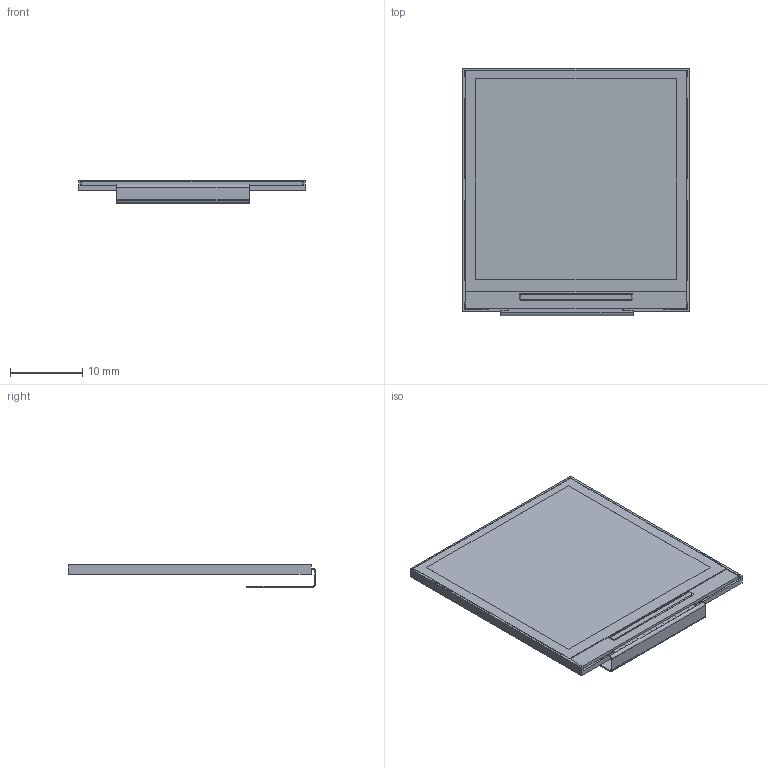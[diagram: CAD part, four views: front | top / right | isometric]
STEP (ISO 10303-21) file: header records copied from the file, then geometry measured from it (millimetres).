
FILE_DESCRIPTION(/* description */ ('Unknown'),/* implementation_level */ '2;1');
FILE_NAME(/* name */ '1.54 TFT IPS - Reverse Mount',/* time_stamp */ '2019-10-09T14:03:34-04:00',/* author */ ('John Loeffler'),/* organization */ ('Unknown'),/* preprocessor_version */ 'ST-DEVELOPER v16.7',/* originating_system */ 'DEX',/* authorisation */ $);
FILE_SCHEMA (('AUTOMOTIVE_DESIGN {1 0 10303 214 3 1 1}'));
Length unit declared in the file: millimetre
Products named in the file (1): 1.54 TFT IPS - Reverse Mount
Bounding box: 31.39 x 34.21 x 3.16 mm (x, y, z)
Volume: 1442.8 mm3; surface area: 3102.4 mm2
Topology: 1 solids, 21 shells, 390 faces, 1018 edges, 670 vertices
Faces by surface type: plane 322, bspline 45, cylinder 19, sphere 4
Entity records: 16536 total; most frequent: CARTESIAN_POINT 4902, ORIENTED_EDGE 2020, DIRECTION 1450, EDGE_CURVE 1010, LINE 682, VECTOR 682, VERTEX_POINT 670, EDGE_LOOP 412
